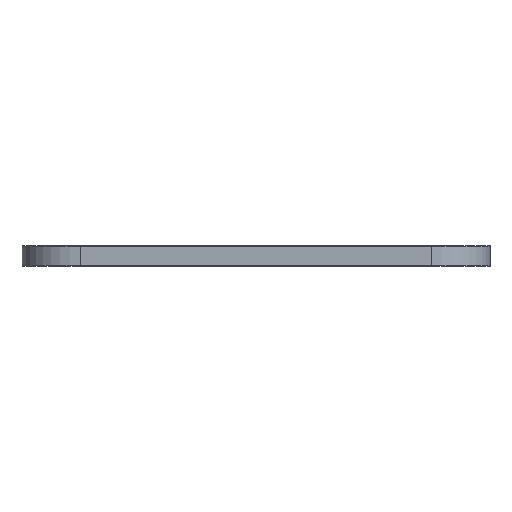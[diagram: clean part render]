
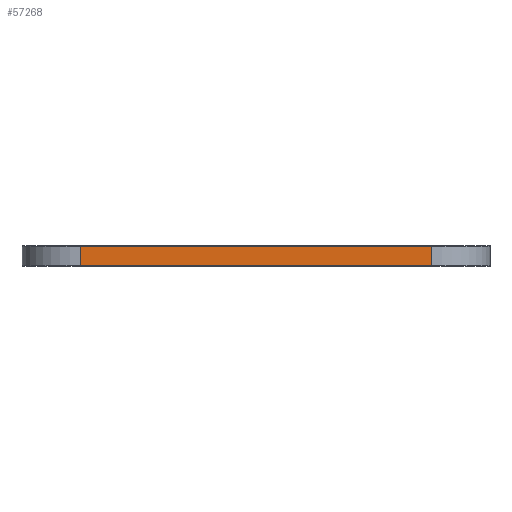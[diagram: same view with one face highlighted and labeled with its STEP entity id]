
A CAD part, left-side view. The second image highlights one B-rep face of the part: STEP entity #57268.
In plain terms, the highlighted planar face has unit normal (-1, 0, 0).
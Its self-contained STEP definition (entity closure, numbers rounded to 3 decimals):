
#56697 = VERTEX_POINT('',#56698);
#56698 = CARTESIAN_POINT('',(-35.75,21.,0.));
#56705 = EDGE_CURVE('',#56706,#56697,#56708,.T.);
#56706 = VERTEX_POINT('',#56707);
#56707 = CARTESIAN_POINT('',(-35.75,3.,0.));
#56708 = LINE('',#56709,#56710);
#56709 = CARTESIAN_POINT('',(-35.75,3.,0.));
#56710 = VECTOR('',#56711,1.);
#56711 = DIRECTION('',(0.,1.,0.));
#56969 = VERTEX_POINT('',#56970);
#56970 = CARTESIAN_POINT('',(-35.75,21.,1.));
#56977 = EDGE_CURVE('',#56978,#56969,#56980,.T.);
#56978 = VERTEX_POINT('',#56979);
#56979 = CARTESIAN_POINT('',(-35.75,3.,1.));
#56980 = LINE('',#56981,#56982);
#56981 = CARTESIAN_POINT('',(-35.75,3.,1.));
#56982 = VECTOR('',#56983,1.);
#56983 = DIRECTION('',(0.,1.,0.));
#57238 = EDGE_CURVE('',#56697,#56969,#57239,.T.);
#57239 = LINE('',#57240,#57241);
#57240 = CARTESIAN_POINT('',(-35.75,21.,0.));
#57241 = VECTOR('',#57242,1.);
#57242 = DIRECTION('',(0.,0.,1.));
#57268 = ADVANCED_FACE('',(#57269),#57280,.T.);
#57269 = FACE_BOUND('',#57270,.T.);
#57270 = EDGE_LOOP('',(#57271,#57277,#57278,#57279));
#57271 = ORIENTED_EDGE('',*,*,#57272,.T.);
#57272 = EDGE_CURVE('',#56706,#56978,#57273,.T.);
#57273 = LINE('',#57274,#57275);
#57274 = CARTESIAN_POINT('',(-35.75,3.,0.));
#57275 = VECTOR('',#57276,1.);
#57276 = DIRECTION('',(0.,0.,1.));
#57277 = ORIENTED_EDGE('',*,*,#56977,.T.);
#57278 = ORIENTED_EDGE('',*,*,#57238,.F.);
#57279 = ORIENTED_EDGE('',*,*,#56705,.F.);
#57280 = PLANE('',#57281);
#57281 = AXIS2_PLACEMENT_3D('',#57282,#57283,#57284);
#57282 = CARTESIAN_POINT('',(-35.75,3.,0.));
#57283 = DIRECTION('',(-1.,0.,0.));
#57284 = DIRECTION('',(0.,1.,0.));
